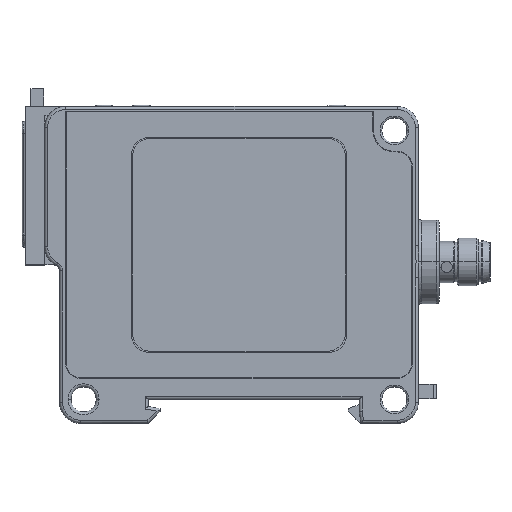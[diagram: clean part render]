
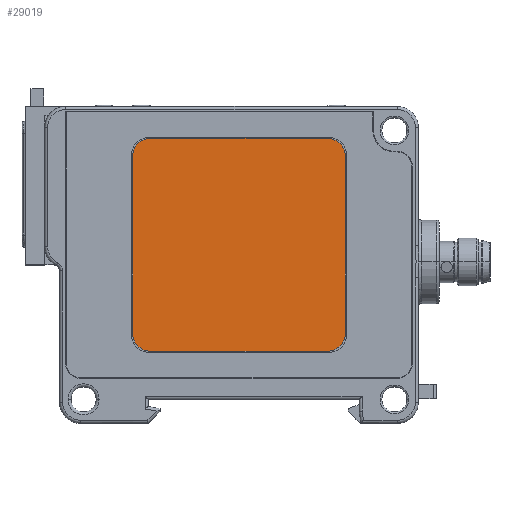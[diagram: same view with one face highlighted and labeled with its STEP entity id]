
A CAD part, top view. The second image highlights one B-rep face of the part: STEP entity #29019.
In plain terms, the highlighted planar face has unit normal (0, 0, 1).
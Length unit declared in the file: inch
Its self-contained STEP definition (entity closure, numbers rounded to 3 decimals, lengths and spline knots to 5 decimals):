
#699 = CARTESIAN_POINT ( 'NONE',  ( 0.62992, 0.47441, 0.29094 ) ) ;
#1378 = VERTEX_POINT ( 'NONE', #22320 ) ;
#1880 = CARTESIAN_POINT ( 'NONE',  ( -0.65354, 0.59252, 0.29094 ) ) ;
#2355 = AXIS2_PLACEMENT_3D ( 'NONE', #1880, #19788, #4433 ) ;
#2915 = AXIS2_PLACEMENT_3D ( 'NONE', #11880, #29663, #14473 ) ;
#3026 = VECTOR ( 'NONE', #31599, 39.37008 ) ;
#3274 = DIRECTION ( 'NONE',  ( -1., 0., 0. ) ) ;
#3632 = CARTESIAN_POINT ( 'NONE',  ( -0.77165, 1.87598, 0.29094 ) ) ;
#3784 = DIRECTION ( 'NONE',  ( 0., 1., 0. ) ) ;
#3964 = LINE ( 'NONE', #3632, #30307 ) ;
#4270 = EDGE_CURVE ( 'NONE', #10588, #15671, #16874, .T. ) ;
#4433 = DIRECTION ( 'NONE',  ( 1., 0., 0. ) ) ;
#4888 = EDGE_CURVE ( 'NONE', #19933, #8957, #29465, .T. ) ;
#5360 = LINE ( 'NONE', #16604, #31663 ) ;
#5659 = CIRCLE ( 'NONE', #2915, 0.11811 ) ;
#6209 = DIRECTION ( 'NONE',  ( 1., 0., 0. ) ) ;
#6512 = EDGE_LOOP ( 'NONE', ( #26095, #19281, #32522, #32516, #18101, #11251, #17126, #19342 ) ) ;
#8324 = AXIS2_PLACEMENT_3D ( 'NONE', #12800, #30574, #15384 ) ;
#8957 = VERTEX_POINT ( 'NONE', #31823 ) ;
#9448 = EDGE_CURVE ( 'NONE', #10588, #20974, #3964, .T. ) ;
#9621 = CARTESIAN_POINT ( 'NONE',  ( -0.77165, 0.47441, 0.29094 ) ) ;
#9933 = FACE_OUTER_BOUND ( 'NONE', #6512, .T. ) ;
#10504 = EDGE_CURVE ( 'NONE', #12925, #16045, #22648, .T. ) ;
#10588 = VERTEX_POINT ( 'NONE', #24352 ) ;
#11251 = ORIENTED_EDGE ( 'NONE', *, *, #24405, .T. ) ;
#11880 = CARTESIAN_POINT ( 'NONE',  ( 0.51181, 0.59252, 0.29094 ) ) ;
#12035 = CARTESIAN_POINT ( 'NONE',  ( 0.51181, 1.75787, 0.29094 ) ) ;
#12201 = DIRECTION ( 'NONE',  ( 1., 0., 0. ) ) ;
#12800 = CARTESIAN_POINT ( 'NONE',  ( -0.65354, 1.75787, 0.29094 ) ) ;
#12925 = VERTEX_POINT ( 'NONE', #24055 ) ;
#13896 = CARTESIAN_POINT ( 'NONE',  ( 0.62992, 1.87598, 0.29094 ) ) ;
#14473 = DIRECTION ( 'NONE',  ( 1., 0., 0. ) ) ;
#14639 = DIRECTION ( 'NONE',  ( 1., 0., 0. ) ) ;
#15384 = DIRECTION ( 'NONE',  ( 1., 0., 0. ) ) ;
#15671 = VERTEX_POINT ( 'NONE', #23934 ) ;
#16045 = VERTEX_POINT ( 'NONE', #23043 ) ;
#16604 = CARTESIAN_POINT ( 'NONE',  ( -0.77165, 0.47441, 0.29094 ) ) ;
#16874 = CIRCLE ( 'NONE', #8324, 0.11811 ) ;
#17126 = ORIENTED_EDGE ( 'NONE', *, *, #10504, .F. ) ;
#18101 = ORIENTED_EDGE ( 'NONE', *, *, #31154, .F. ) ;
#19281 = ORIENTED_EDGE ( 'NONE', *, *, #4270, .T. ) ;
#19342 = ORIENTED_EDGE ( 'NONE', *, *, #32663, .T. ) ;
#19661 = CARTESIAN_POINT ( 'NONE',  ( 0.51181, 1.87598, 0.29094 ) ) ;
#19741 = CARTESIAN_POINT ( 'NONE',  ( -0.77165, 0.59252, 0.29094 ) ) ;
#19788 = DIRECTION ( 'NONE',  ( 0., 0., 1. ) ) ;
#19933 = VERTEX_POINT ( 'NONE', #19741 ) ;
#20149 = LINE ( 'NONE', #699, #32818 ) ;
#20974 = VERTEX_POINT ( 'NONE', #19661 ) ;
#21994 = AXIS2_PLACEMENT_3D ( 'NONE', #12035, #29830, #14639 ) ;
#22310 = CIRCLE ( 'NONE', #21994, 0.11811 ) ;
#22320 = CARTESIAN_POINT ( 'NONE',  ( 0.51181, 0.47441, 0.29094 ) ) ;
#22648 = LINE ( 'NONE', #13896, #3026 ) ;
#23043 = CARTESIAN_POINT ( 'NONE',  ( 0.62992, 0.59252, 0.29094 ) ) ;
#23771 = EDGE_CURVE ( 'NONE', #19933, #15671, #5360, .T. ) ;
#23934 = CARTESIAN_POINT ( 'NONE',  ( -0.77165, 1.75787, 0.29094 ) ) ;
#24055 = CARTESIAN_POINT ( 'NONE',  ( 0.62992, 1.75787, 0.29094 ) ) ;
#24352 = CARTESIAN_POINT ( 'NONE',  ( -0.65354, 1.87598, 0.29094 ) ) ;
#24405 = EDGE_CURVE ( 'NONE', #1378, #16045, #5659, .T. ) ;
#26095 = ORIENTED_EDGE ( 'NONE', *, *, #9448, .F. ) ;
#27460 = DIRECTION ( 'NONE',  ( 0., 0., -1. ) ) ;
#28775 = AXIS2_PLACEMENT_3D ( 'NONE', #9621, #27460, #12201 ) ;
#29019 = ADVANCED_FACE ( 'NONE', ( #9933 ), #32188, .F. ) ;
#29465 = CIRCLE ( 'NONE', #2355, 0.11811 ) ;
#29663 = DIRECTION ( 'NONE',  ( 0., 0., 1. ) ) ;
#29830 = DIRECTION ( 'NONE',  ( 0., 0., 1. ) ) ;
#30307 = VECTOR ( 'NONE', #6209, 39.37008 ) ;
#30574 = DIRECTION ( 'NONE',  ( 0., 0., 1. ) ) ;
#31154 = EDGE_CURVE ( 'NONE', #1378, #8957, #20149, .T. ) ;
#31599 = DIRECTION ( 'NONE',  ( 0., -1., 0. ) ) ;
#31663 = VECTOR ( 'NONE', #3784, 39.37008 ) ;
#31823 = CARTESIAN_POINT ( 'NONE',  ( -0.65354, 0.47441, 0.29094 ) ) ;
#32188 = PLANE ( 'NONE',  #28775 ) ;
#32516 = ORIENTED_EDGE ( 'NONE', *, *, #4888, .T. ) ;
#32522 = ORIENTED_EDGE ( 'NONE', *, *, #23771, .F. ) ;
#32663 = EDGE_CURVE ( 'NONE', #12925, #20974, #22310, .T. ) ;
#32818 = VECTOR ( 'NONE', #3274, 39.37008 ) ;
